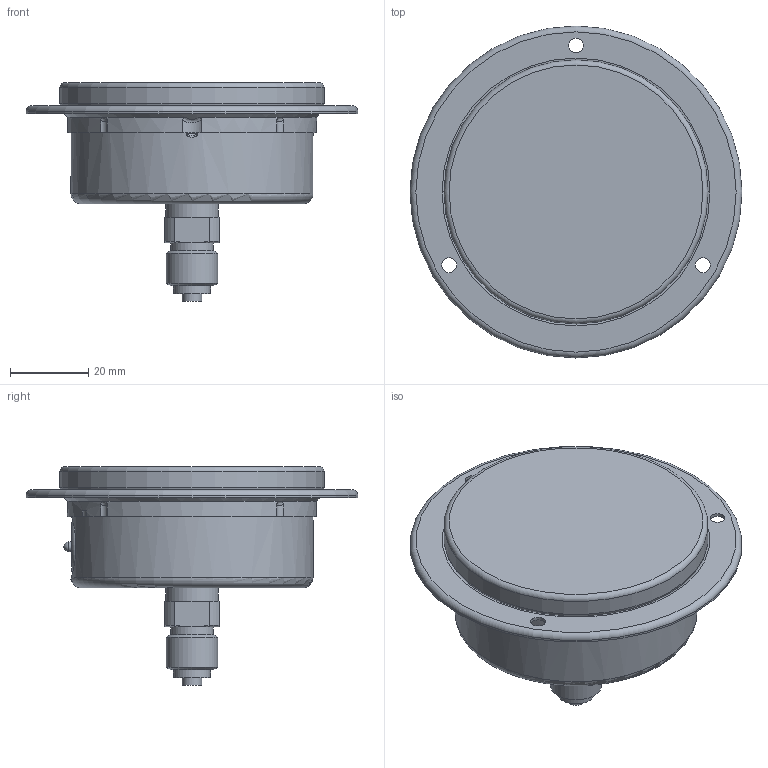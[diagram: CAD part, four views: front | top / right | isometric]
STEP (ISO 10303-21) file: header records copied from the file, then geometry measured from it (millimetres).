
FILE_DESCRIPTION(/* description */ (''),/* implementation_level */ '2;1');
FILE_NAME(/* name */ 'RF63Gly_D731_851XX731.stp',/* time_stamp */ '2018-01-19T10:31:34+01:00',/* author */ ('acgl'),/* organization */ (''),/* preprocessor_version */ 'ST-DEVELOPER v15.6',/* originating_system */ 'Autodesk Inventor 2015',/* authorisation */ '');
FILE_SCHEMA (('AUTOMOTIVE_DESIGN { 1 0 10303 214 3 1 1 }'));
Length unit declared in the file: centimetre
Products named in the file (1): RF63Gly_D731_851XX731
Bounding box: 85 x 85 x 56 mm (x, y, z)
Volume: 103008 mm3; surface area: 21820.1 mm2
Topology: 1 solids, 1 shells, 172 faces, 443 edges, 278 vertices
Faces by surface type: cylinder 83, plane 29, bspline 24, torus 19, sphere 9, cone 8
Full cylindrical faces by diameter (mm): 2.5 x1, 3.8 x3, 5 x1, 9.5 x1, 11 x1, 13.16 x1, 13.5 x1, 62 x1, 67.6 x1, 83.4 x1, 85 x1
Entity records: 6803 total; most frequent: CARTESIAN_POINT 2679, ORIENTED_EDGE 808, DIRECTION 788, EDGE_CURVE 404, AXIS2_PLACEMENT_3D 339, VERTEX_POINT 266, EDGE_LOOP 222, CIRCLE 175
